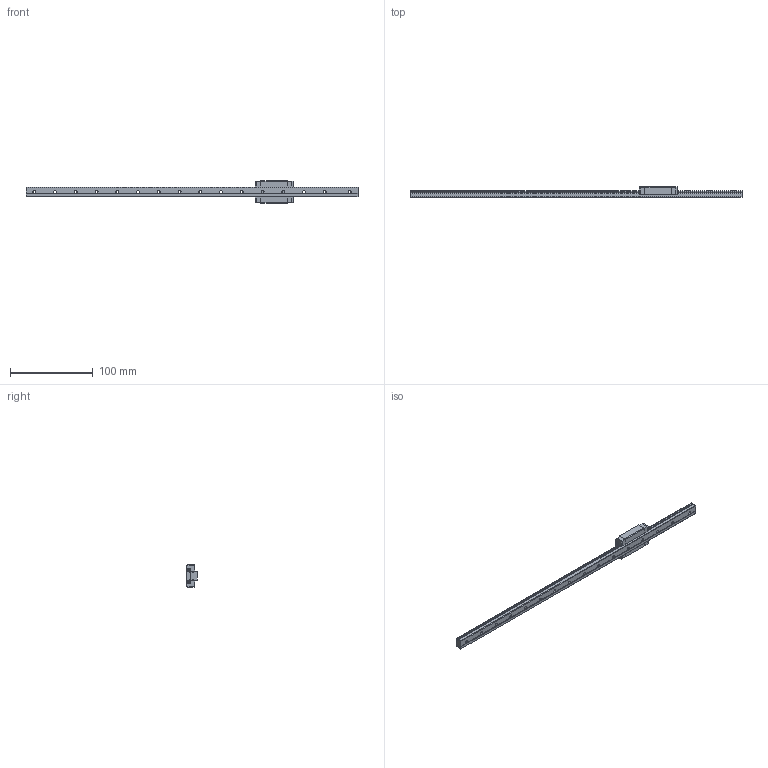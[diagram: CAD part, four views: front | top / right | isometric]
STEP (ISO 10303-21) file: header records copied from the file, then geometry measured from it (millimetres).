
FILE_DESCRIPTION(/* description */ (''),/* implementation_level */ '2;1');
FILE_NAME(/* name */ 'MGN12H_400mm.step',/* time_stamp */ '2020-09-22T22:35:38+09:00',/* author */ (''),/* organization */ (''),/* preprocessor_version */ 'ST-DEVELOPER v18.1',/* originating_system */ 'Autodesk Translation Framework v9.3.0.1241',/* authorisation */ '');
FILE_SCHEMA (('AUTOMOTIVE_DESIGN { 1 0 10303 214 3 1 1 }'));
Length unit declared in the file: millimetre
Products named in the file (3): MGN12H_400mm; MGN12H, LINEAR GUIDE BLOCK; MGN12 LINEAR GUIDE RAIL, CONFIGURABLE, 400 mm
Assembly tree (2 placements, depth 2):
  MGN12H_400mm
    MGN12H, LINEAR GUIDE BLOCK
    MGN12 LINEAR GUIDE RAIL, CONFIGURABLE, 400 mm
Bounding box: 400 x 13 x 27 mm (x, y, z)
Volume: 42910.2 mm3; surface area: 24994.9 mm2
Topology: 10 solids, 10 shells, 378 faces, 1042 edges, 692 vertices
Faces by surface type: plane 220, cylinder 142, cone 12, sphere 4
Full cylindrical faces by diameter (mm): 2.5 x4, 3 x4, 3.5 x16, 4.2 x4, 6 x16
Entity records: 12406 total; most frequent: CARTESIAN_POINT 2257, DIRECTION 2148, ORIENTED_EDGE 2076, EDGE_CURVE 1038, AXIS2_PLACEMENT_3D 743, VERTEX_POINT 692, LINE 662, VECTOR 662
